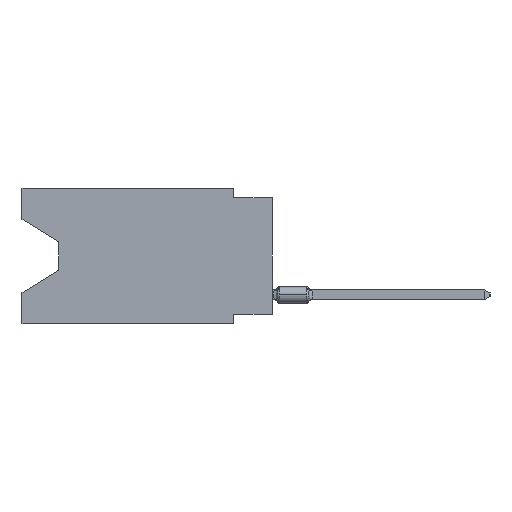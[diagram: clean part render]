
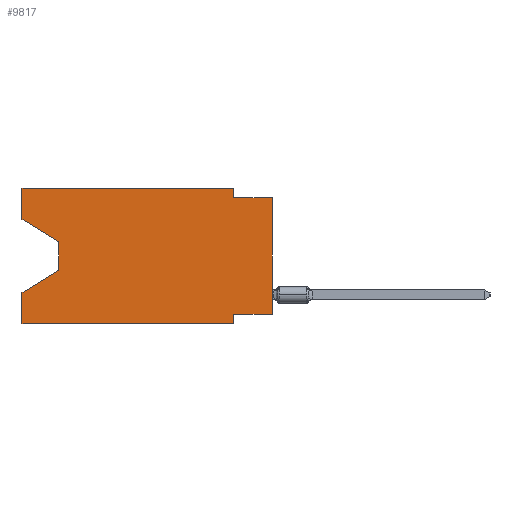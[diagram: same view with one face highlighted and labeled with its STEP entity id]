
A CAD part, left-side view. The second image highlights one B-rep face of the part: STEP entity #9817.
In plain terms, the highlighted planar face has unit normal (-1, 0, 0).
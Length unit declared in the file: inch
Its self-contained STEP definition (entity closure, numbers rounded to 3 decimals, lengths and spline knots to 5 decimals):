
#1197 = CARTESIAN_POINT ( 'NONE',  ( 0., 0.1, -0.325 ) ) ;
#1230 = LINE ( 'NONE', #11556, #10225 ) ;
#1408 = VERTEX_POINT ( 'NONE', #27009 ) ;
#2615 = LINE ( 'NONE', #12959, #41284 ) ;
#2626 = CARTESIAN_POINT ( 'NONE',  ( 0., 0.645, -0.35 ) ) ;
#2729 = VECTOR ( 'NONE', #12537, 39.37008 ) ;
#3273 = CARTESIAN_POINT ( 'NONE',  ( 0., 0.645, -0.08025 ) ) ;
#3736 = ORIENTED_EDGE ( 'NONE', *, *, #32223, .T. ) ;
#4568 = ORIENTED_EDGE ( 'NONE', *, *, #21098, .T. ) ;
#4611 = ORIENTED_EDGE ( 'NONE', *, *, #13189, .F. ) ;
#4827 = DIRECTION ( 'NONE',  ( 0., 0., 1. ) ) ;
#4910 = LINE ( 'NONE', #21980, #24066 ) ;
#6045 = EDGE_CURVE ( 'NONE', #29058, #26995, #7688, .T. ) ;
#6429 = VECTOR ( 'NONE', #7423, 39.37008 ) ;
#6440 = VERTEX_POINT ( 'NONE', #10759 ) ;
#7153 = CARTESIAN_POINT ( 'NONE',  ( 0., 0.645, -0.35 ) ) ;
#7255 = EDGE_CURVE ( 'NONE', #37006, #22769, #34644, .T. ) ;
#7423 = DIRECTION ( 'NONE',  ( 0., -1., 0. ) ) ;
#7688 = LINE ( 'NONE', #14403, #40316 ) ;
#9817 = ADVANCED_FACE ( 'NONE', ( #14490 ), #33536, .F. ) ;
#10029 = CARTESIAN_POINT ( 'NONE',  ( 0., 0.645, 0. ) ) ;
#10225 = VECTOR ( 'NONE', #41686, 39.37008 ) ;
#10759 = CARTESIAN_POINT ( 'NONE',  ( 0., 0.55, -0.212 ) ) ;
#11050 = VERTEX_POINT ( 'NONE', #7153 ) ;
#11427 = LINE ( 'NONE', #25122, #6429 ) ;
#11556 = CARTESIAN_POINT ( 'NONE',  ( 0., 0.645, 0. ) ) ;
#12537 = DIRECTION ( 'NONE',  ( 0., -1., 0. ) ) ;
#12881 = ORIENTED_EDGE ( 'NONE', *, *, #35031, .F. ) ;
#12959 = CARTESIAN_POINT ( 'NONE',  ( 0., 0.55, -0.138 ) ) ;
#13189 = EDGE_CURVE ( 'NONE', #13359, #29058, #11427, .T. ) ;
#13359 = VERTEX_POINT ( 'NONE', #33202 ) ;
#13375 = VECTOR ( 'NONE', #17216, 39.37008 ) ;
#13440 = LINE ( 'NONE', #34324, #28102 ) ;
#13862 = LINE ( 'NONE', #10029, #37411 ) ;
#13935 = CARTESIAN_POINT ( 'NONE',  ( 0., 0.55, -0.138 ) ) ;
#14284 = VERTEX_POINT ( 'NONE', #13935 ) ;
#14403 = CARTESIAN_POINT ( 'NONE',  ( 0., 0.1, 0. ) ) ;
#14490 = FACE_OUTER_BOUND ( 'NONE', #19248, .T. ) ;
#15368 = DIRECTION ( 'NONE',  ( 1., 0., 0. ) ) ;
#16888 = CARTESIAN_POINT ( 'NONE',  ( 0., 0.55, -0.212 ) ) ;
#17050 = ORIENTED_EDGE ( 'NONE', *, *, #31658, .T. ) ;
#17174 = EDGE_CURVE ( 'NONE', #1408, #13359, #13862, .T. ) ;
#17216 = DIRECTION ( 'NONE',  ( 0., -0.855, -0.519 ) ) ;
#17748 = CARTESIAN_POINT ( 'NONE',  ( 0., 0.645, -0.26975 ) ) ;
#18113 = ORIENTED_EDGE ( 'NONE', *, *, #6045, .F. ) ;
#18241 = DIRECTION ( 'NONE',  ( 0., 1., 0. ) ) ;
#18330 = CARTESIAN_POINT ( 'NONE',  ( 0., 0., 0. ) ) ;
#18349 = ORIENTED_EDGE ( 'NONE', *, *, #19556, .T. ) ;
#18544 = LINE ( 'NONE', #18330, #21305 ) ;
#18582 = CARTESIAN_POINT ( 'NONE',  ( 0., 0.1, 0. ) ) ;
#18961 = CARTESIAN_POINT ( 'NONE',  ( 0., 0.645, 0. ) ) ;
#19248 = EDGE_LOOP ( 'NONE', ( #4568, #18349, #17050, #12881, #25511, #40420, #35221, #3736, #25137, #18113, #4611, #23688 ) ) ;
#19556 = EDGE_CURVE ( 'NONE', #14284, #6440, #2615, .T. ) ;
#20389 = DIRECTION ( 'NONE',  ( 0., -1., 0. ) ) ;
#20683 = DIRECTION ( 'NONE',  ( 0., 0., -1. ) ) ;
#21098 = EDGE_CURVE ( 'NONE', #1408, #14284, #43721, .T. ) ;
#21305 = VECTOR ( 'NONE', #4827, 39.37008 ) ;
#21319 = DIRECTION ( 'NONE',  ( 0., 0., -1. ) ) ;
#21636 = VECTOR ( 'NONE', #18241, 39.37008 ) ;
#21980 = CARTESIAN_POINT ( 'NONE',  ( 0., 0.1, -0.35 ) ) ;
#22769 = VERTEX_POINT ( 'NONE', #1197 ) ;
#23688 = ORIENTED_EDGE ( 'NONE', *, *, #17174, .F. ) ;
#23821 = DIRECTION ( 'NONE',  ( 0., 0.855, -0.519 ) ) ;
#24066 = VECTOR ( 'NONE', #21319, 39.37008 ) ;
#24633 = CARTESIAN_POINT ( 'NONE',  ( 0., 0., -0.025 ) ) ;
#25122 = CARTESIAN_POINT ( 'NONE',  ( 0., 0.645, 0. ) ) ;
#25137 = ORIENTED_EDGE ( 'NONE', *, *, #34565, .F. ) ;
#25511 = ORIENTED_EDGE ( 'NONE', *, *, #40353, .T. ) ;
#25786 = CARTESIAN_POINT ( 'NONE',  ( 0., 0.1, -0.025 ) ) ;
#26787 = AXIS2_PLACEMENT_3D ( 'NONE', #18961, #15368, #29043 ) ;
#26995 = VERTEX_POINT ( 'NONE', #25786 ) ;
#27009 = CARTESIAN_POINT ( 'NONE',  ( 0., 0.645, -0.08025 ) ) ;
#28102 = VECTOR ( 'NONE', #20389, 39.37008 ) ;
#29043 = DIRECTION ( 'NONE',  ( 0., 0., -1. ) ) ;
#29058 = VERTEX_POINT ( 'NONE', #18582 ) ;
#29149 = VECTOR ( 'NONE', #23821, 39.37008 ) ;
#30635 = EDGE_CURVE ( 'NONE', #22769, #35839, #4910, .T. ) ;
#31500 = CARTESIAN_POINT ( 'NONE',  ( 0., 0., -0.325 ) ) ;
#31658 = EDGE_CURVE ( 'NONE', #6440, #43757, #40688, .T. ) ;
#32223 = EDGE_CURVE ( 'NONE', #37006, #38328, #18544, .T. ) ;
#33202 = CARTESIAN_POINT ( 'NONE',  ( 0., 0.645, 0. ) ) ;
#33426 = LINE ( 'NONE', #2626, #2729 ) ;
#33536 = PLANE ( 'NONE',  #26787 ) ;
#34324 = CARTESIAN_POINT ( 'NONE',  ( 0., 0., -0.025 ) ) ;
#34565 = EDGE_CURVE ( 'NONE', #26995, #38328, #13440, .T. ) ;
#34644 = LINE ( 'NONE', #31500, #21636 ) ;
#35031 = EDGE_CURVE ( 'NONE', #11050, #43757, #1230, .T. ) ;
#35221 = ORIENTED_EDGE ( 'NONE', *, *, #7255, .F. ) ;
#35839 = VERTEX_POINT ( 'NONE', #39255 ) ;
#37006 = VERTEX_POINT ( 'NONE', #40487 ) ;
#37411 = VECTOR ( 'NONE', #41259, 39.37008 ) ;
#38328 = VERTEX_POINT ( 'NONE', #24633 ) ;
#39255 = CARTESIAN_POINT ( 'NONE',  ( 0., 0.1, -0.35 ) ) ;
#40316 = VECTOR ( 'NONE', #20683, 39.37008 ) ;
#40353 = EDGE_CURVE ( 'NONE', #11050, #35839, #33426, .T. ) ;
#40420 = ORIENTED_EDGE ( 'NONE', *, *, #30635, .F. ) ;
#40487 = CARTESIAN_POINT ( 'NONE',  ( 0., 0., -0.325 ) ) ;
#40688 = LINE ( 'NONE', #16888, #29149 ) ;
#40828 = DIRECTION ( 'NONE',  ( 0., 0., -1. ) ) ;
#41259 = DIRECTION ( 'NONE',  ( 0., 0., 1. ) ) ;
#41284 = VECTOR ( 'NONE', #40828, 39.37008 ) ;
#41686 = DIRECTION ( 'NONE',  ( 0., 0., 1. ) ) ;
#43721 = LINE ( 'NONE', #3273, #13375 ) ;
#43757 = VERTEX_POINT ( 'NONE', #17748 ) ;
